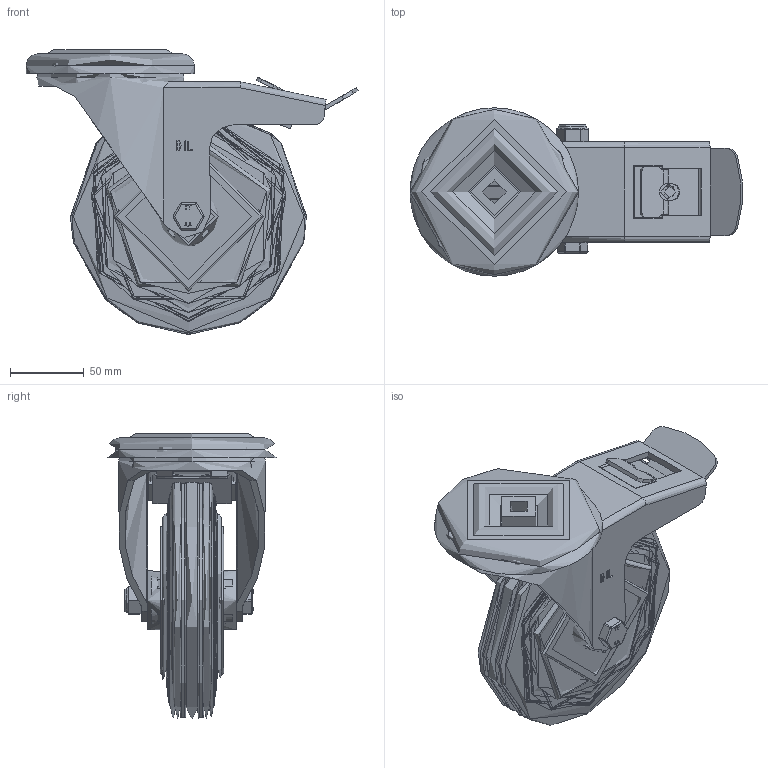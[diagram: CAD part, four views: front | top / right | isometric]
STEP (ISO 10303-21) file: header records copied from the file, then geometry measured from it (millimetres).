
FILE_DESCRIPTION(/* description */ (''),/* implementation_level */ '2;1');
FILE_NAME(/* name */ 'BZMM160GRBBH16SWB.step',/* time_stamp */ '2024-09-30T12:05:00+01:00',/* author */ (''),/* organization */ (''),/* preprocessor_version */ 'ST-DEVELOPER v20',/* originating_system */ 'Autodesk Translation Framework v13.20.0.188',/* authorisation */ '');
FILE_SCHEMA (('AUTOMOTIVE_DESIGN { 1 0 10303 214 3 1 1 }'));
Length unit declared in the file: millimetre
Products named in the file (26): BZMM160GRBBH16SWB; BZMM150ASBH16SWB v1; ZINC PLATED, PRESSED STEEL HEAD; ZINC PLATED, PRESSED STEEL FORKS; ZINC PLATED, PRESSED STEEL BRAKE PEDAL; ZINC PLATED, PRESSED STEEL BRAKE PEDAL Geometry; WASHER; BRAKE BOLT; BRAKE PAD; BZH160WGRRB v1; RUBBER TYRE; POLYPROPYLENE RIM; POLYPROPYLENE RIM Geometry; CAP; ROLLER BEARING; CAGE; Pattern; Component1; TUBEM20X60 v1; ZINC PLATED STEEL TUBE; HEXBOLTM12X80Z8.8 v2; GRADE 8.8 ZINC PLATED BOLT; NYLOCM12Z v1; NYLOC NUT; NUT; RUBBER
Assembly tree (32 placements, depth 5):
  BZMM160GRBBH16SWB
    BZMM150ASBH16SWB v1
      ZINC PLATED, PRESSED STEEL HEAD
      ZINC PLATED, PRESSED STEEL FORKS
      ZINC PLATED, PRESSED STEEL BRAKE PEDAL
        ZINC PLATED, PRESSED STEEL BRAKE PEDAL Geometry
        WASHER
        BRAKE BOLT
      BRAKE PAD
    BZH160WGRRB v1
      RUBBER TYRE
      POLYPROPYLENE RIM
        POLYPROPYLENE RIM Geometry
        CAP
      ROLLER BEARING
        CAGE
        Pattern
          Component1  x8
    TUBEM20X60 v1
      ZINC PLATED STEEL TUBE
    HEXBOLTM12X80Z8.8 v2
      GRADE 8.8 ZINC PLATED BOLT
    NYLOCM12Z v1
      NYLOC NUT
        NUT
        RUBBER
Bounding box: 224.62 x 114 x 193 mm (x, y, z)
Volume: 838972.3 mm3; surface area: 277433.8 mm2
Topology: 22 solids, 22 shells, 887 faces, 2276 edges, 1453 vertices
Faces by surface type: plane 347, cylinder 211, bspline 183, torus 83, cone 45, sphere 18
Full cylindrical faces by diameter (mm): 7.5 x8, 8 x11, 9.836 x18, 10 x1, 10.273 x1, 11.834 x18, 12 x3, 12.2 x2, 12.5 x1, 14 x2, 15.273 x1, 16.2 x1, 18 x1, 18.5 x1, 19.9 x1, 20 x3, 32.5 x3, 34 x2, 34.9 x1, 35 x1, 40 x2, 41 x1, 47 x1, 51.5 x1, 74 x1, 85 x2, 91.5 x1, 94 x2, 99.5 x1, 101 x2
Entity records: 64491 total; most frequent: CARTESIAN_POINT 43575, ORIENTED_EDGE 4510, DIRECTION 3830, EDGE_CURVE 2255, AXIS2_PLACEMENT_3D 1441, VERTEX_POINT 1439, LINE 948, VECTOR 948
